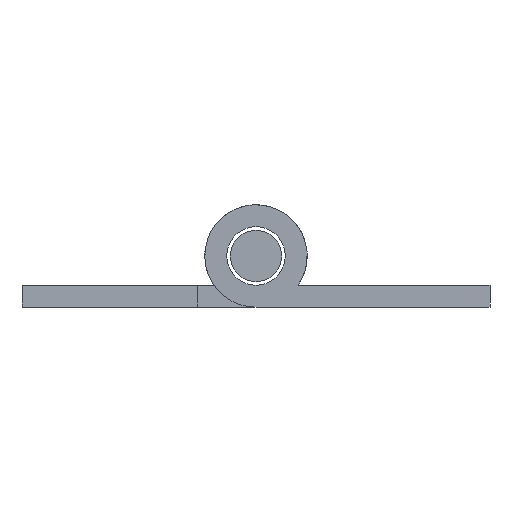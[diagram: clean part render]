
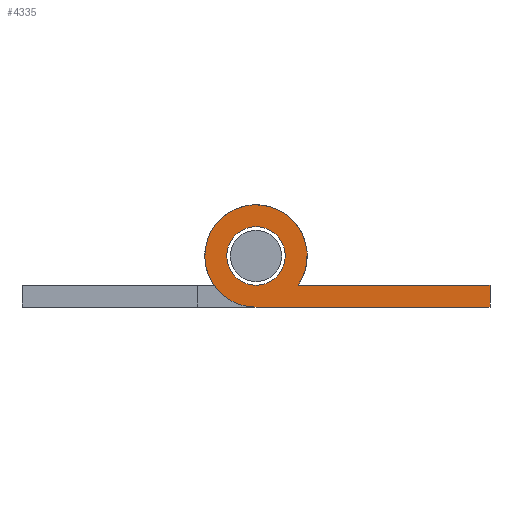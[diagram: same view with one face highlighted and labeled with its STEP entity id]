
A CAD part, front view. The second image highlights one B-rep face of the part: STEP entity #4335.
In plain terms, the highlighted planar face has unit normal (0, -1, 0).
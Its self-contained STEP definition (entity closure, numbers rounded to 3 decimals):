
#1214 = CARTESIAN_POINT ( 'NONE',  ( 0., -175., -3.5 ) ) ;
#1215 = DIRECTION ( 'NONE',  ( 0., 0., 1. ) ) ;
#1216 = DIRECTION ( 'NONE',  ( 0., 1., 0. ) ) ;
#1217 = CARTESIAN_POINT ( 'NONE',  ( 0., -175., 0. ) ) ;
#1218 = AXIS2_PLACEMENT_3D ( 'NONE', #1217, #1216, #1215 ) ;
#1219 = CIRCLE ( 'NONE', #1218, 3.5 ) ;
#1227 = CARTESIAN_POINT ( 'NONE',  ( 2.872, -175., -2. ) ) ;
#1295 = DIRECTION ( 'NONE',  ( 0., 0., 1. ) ) ;
#1296 = DIRECTION ( 'NONE',  ( 0., 1., 0. ) ) ;
#1297 = CARTESIAN_POINT ( 'NONE',  ( 0., -175., 0. ) ) ;
#1298 = AXIS2_PLACEMENT_3D ( 'NONE', #1297, #1296, #1295 ) ;
#1299 = PLANE ( 'NONE',  #1298 ) ;
#1300 = FACE_BOUND ( 'NONE', #4363, .T. ) ;
#1301 = FACE_OUTER_BOUND ( 'NONE', #4334, .T. ) ;
#1306 = DIRECTION ( 'NONE',  ( 0., 0., 1. ) ) ;
#1307 = DIRECTION ( 'NONE',  ( 0., 1., 0. ) ) ;
#1308 = CARTESIAN_POINT ( 'NONE',  ( 0., -175., 0. ) ) ;
#1309 = AXIS2_PLACEMENT_3D ( 'NONE', #1308, #1307, #1306 ) ;
#1310 = CIRCLE ( 'NONE', #1309, 2. ) ;
#1315 = CARTESIAN_POINT ( 'NONE',  ( 16., -175., -3.5 ) ) ;
#1344 = CARTESIAN_POINT ( 'NONE',  ( 16., -175., -2. ) ) ;
#1354 = DIRECTION ( 'NONE',  ( -1., 0., 0. ) ) ;
#1355 = VECTOR ( 'NONE', #1354, 1000. ) ;
#1356 = CARTESIAN_POINT ( 'NONE',  ( 0., -175., -3.5 ) ) ;
#1357 = LINE ( 'NONE', #1356, #1355 ) ;
#1362 = DIRECTION ( 'NONE',  ( 1., 0., 0. ) ) ;
#1363 = VECTOR ( 'NONE', #1362, 1000. ) ;
#1364 = CARTESIAN_POINT ( 'NONE',  ( 16., -175., -2. ) ) ;
#1365 = LINE ( 'NONE', #1364, #1363 ) ;
#1402 = DIRECTION ( 'NONE',  ( 0., 0., -1. ) ) ;
#1403 = VECTOR ( 'NONE', #1402, 1000. ) ;
#1404 = CARTESIAN_POINT ( 'NONE',  ( 16., -175., -3.5 ) ) ;
#1405 = LINE ( 'NONE', #1404, #1403 ) ;
#2291 = VERTEX_POINT ( 'NONE', #3335 ) ;
#2306 = EDGE_CURVE ( 'NONE', #2291, #2309, #3373, .T. ) ;
#2309 = VERTEX_POINT ( 'NONE', #3427 ) ;
#3335 = CARTESIAN_POINT ( 'NONE',  ( 0., -175., -2. ) ) ;
#3369 = DIRECTION ( 'NONE',  ( 0., 0., 1. ) ) ;
#3370 = DIRECTION ( 'NONE',  ( 0., 1., 0. ) ) ;
#3371 = CARTESIAN_POINT ( 'NONE',  ( 0., -175., 0. ) ) ;
#3372 = AXIS2_PLACEMENT_3D ( 'NONE', #3371, #3370, #3369 ) ;
#3373 = CIRCLE ( 'NONE', #3372, 2. ) ;
#3427 = CARTESIAN_POINT ( 'NONE',  ( 0., -175., 2. ) ) ;
#4304 = VERTEX_POINT ( 'NONE', #1227 ) ;
#4309 = EDGE_CURVE ( 'NONE', #4311, #4304, #1219, .T. ) ;
#4311 = VERTEX_POINT ( 'NONE', #1214 ) ;
#4317 = ORIENTED_EDGE ( 'NONE', *, *, #4332, .T. ) ;
#4332 = EDGE_CURVE ( 'NONE', #2309, #2291, #1310, .T. ) ;
#4334 = EDGE_LOOP ( 'NONE', ( #4378, #4360, #4371, #4368 ) ) ;
#4335 = ADVANCED_FACE ( 'NONE', ( #1301, #1300 ), #1299, .F. ) ;
#4357 = ORIENTED_EDGE ( 'NONE', *, *, #2306, .T. ) ;
#4359 = VERTEX_POINT ( 'NONE', #1315 ) ;
#4360 = ORIENTED_EDGE ( 'NONE', *, *, #4367, .F. ) ;
#4363 = EDGE_LOOP ( 'NONE', ( #4357, #4317 ) ) ;
#4367 = EDGE_CURVE ( 'NONE', #4304, #4380, #1365, .T. ) ;
#4368 = ORIENTED_EDGE ( 'NONE', *, *, #4370, .F. ) ;
#4370 = EDGE_CURVE ( 'NONE', #4359, #4311, #1357, .T. ) ;
#4371 = ORIENTED_EDGE ( 'NONE', *, *, #4309, .F. ) ;
#4378 = ORIENTED_EDGE ( 'NONE', *, *, #4381, .F. ) ;
#4380 = VERTEX_POINT ( 'NONE', #1344 ) ;
#4381 = EDGE_CURVE ( 'NONE', #4380, #4359, #1405, .T. ) ;
